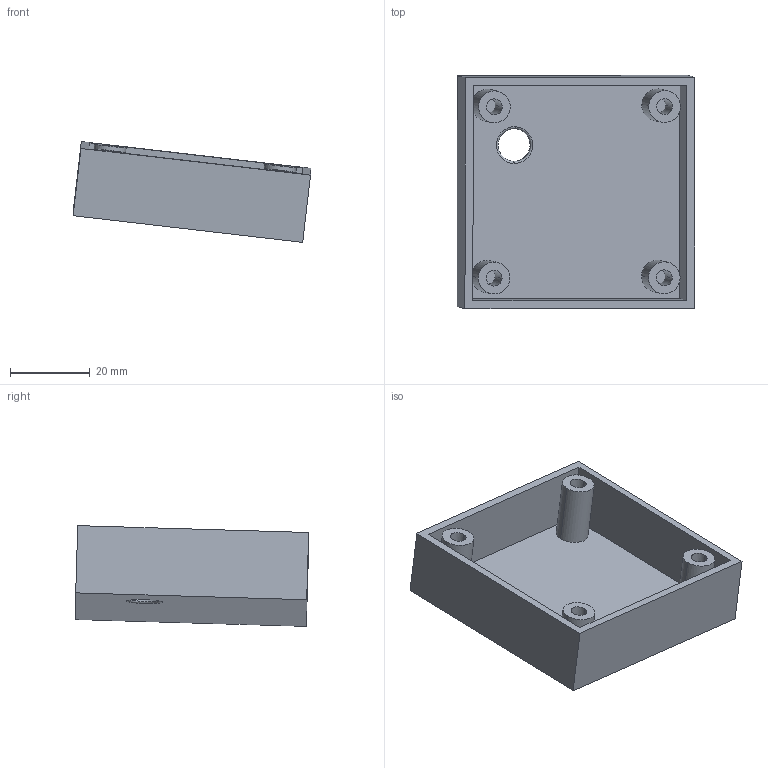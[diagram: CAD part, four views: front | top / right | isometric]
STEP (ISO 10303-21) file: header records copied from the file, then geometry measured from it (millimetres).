
FILE_DESCRIPTION (( 'STEP AP214' ), '1' );
FILE_NAME ('housing-bottom.STEP', '2026-01-12T22:59:45', ( '' ), ( '' ), 'SwSTEP 2.0', 'SolidWorks 2025', '' );
FILE_SCHEMA (( 'AUTOMOTIVE_DESIGN' ));
Length unit declared in the file: millimetre
Products named in the file (3): housing-bottom; housing; standoff
Assembly tree (5 placements, depth 2):
  housing-bottom
    standoff  x4
    housing
Bounding box: 59.67 x 58.58 x 25.29 mm (x, y, z)
Volume: 15601.5 mm3; surface area: 16410.6 mm2
Topology: 5 solids, 5 shells, 41 faces, 86 edges, 56 vertices
Faces by surface type: plane 19, cylinder 18, torus 4
Entity records: 752 total; most frequent: DIRECTION 132, CARTESIAN_POINT 113, ORIENTED_EDGE 100, AXIS2_PLACEMENT_3D 51, EDGE_CURVE 50, VERTEX_POINT 32, LINE 30, VECTOR 30
